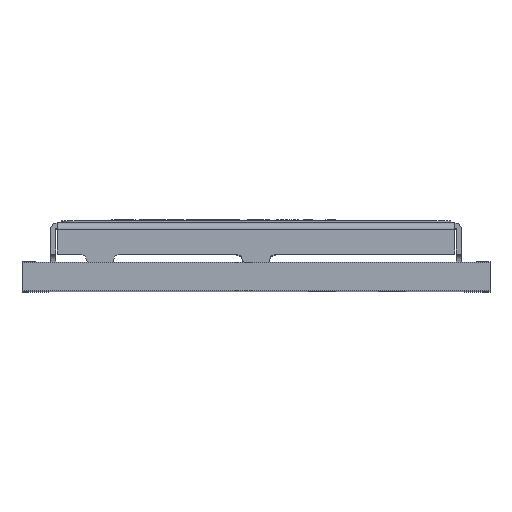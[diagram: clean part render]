
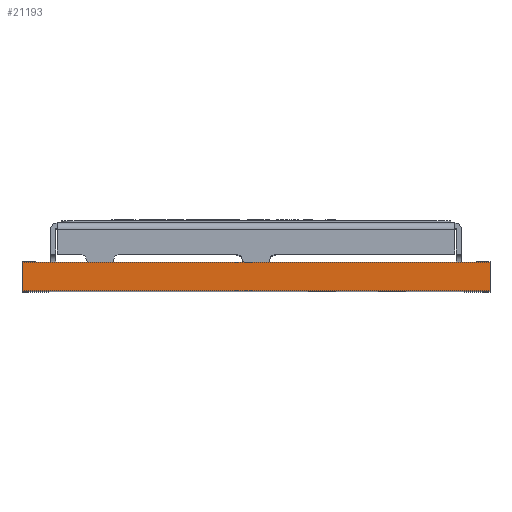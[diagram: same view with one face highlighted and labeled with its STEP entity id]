
A CAD part, top view. The second image highlights one B-rep face of the part: STEP entity #21193.
In plain terms, the highlighted planar face has unit normal (0, 0, 1).
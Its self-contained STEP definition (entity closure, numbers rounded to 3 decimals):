
#770 = LINE ( 'NONE', #21545, #21831 ) ;
#2662 = DIRECTION ( 'NONE',  ( -1., 0., 0. ) ) ;
#3258 = DIRECTION ( 'NONE',  ( 0., -1., 0. ) ) ;
#3279 = CARTESIAN_POINT ( 'NONE',  ( 0., 0., 10. ) ) ;
#5507 = VECTOR ( 'NONE', #2662, 1000. ) ;
#7504 = LINE ( 'NONE', #24297, #8711 ) ;
#8711 = VECTOR ( 'NONE', #20988, 1000. ) ;
#8738 = FACE_OUTER_BOUND ( 'NONE', #33193, .T. ) ;
#8851 = VERTEX_POINT ( 'NONE', #8898 ) ;
#8898 = CARTESIAN_POINT ( 'NONE',  ( 9., 0., 10. ) ) ;
#9696 = CARTESIAN_POINT ( 'NONE',  ( 9., 1.105, 10. ) ) ;
#9872 = EDGE_CURVE ( 'NONE', #38815, #14566, #7504, .T. ) ;
#12690 = PLANE ( 'NONE',  #33570 ) ;
#13705 = ORIENTED_EDGE ( 'NONE', *, *, #9872, .T. ) ;
#13879 = VERTEX_POINT ( 'NONE', #9696 ) ;
#14566 = VERTEX_POINT ( 'NONE', #19288 ) ;
#16237 = CARTESIAN_POINT ( 'NONE',  ( -9., 1.105, 10. ) ) ;
#19288 = CARTESIAN_POINT ( 'NONE',  ( -9., 0., 10. ) ) ;
#19354 = DIRECTION ( 'NONE',  ( 0., 0., -1. ) ) ;
#19524 = LINE ( 'NONE', #22580, #5507 ) ;
#19772 = DIRECTION ( 'NONE',  ( -1., 0., 0. ) ) ;
#20988 = DIRECTION ( 'NONE',  ( 0., -1., 0. ) ) ;
#21193 = ADVANCED_FACE ( 'NONE', ( #8738 ), #12690, .F. ) ;
#21545 = CARTESIAN_POINT ( 'NONE',  ( 9., 1.105, 10. ) ) ;
#21831 = VECTOR ( 'NONE', #3258, 1000. ) ;
#22580 = CARTESIAN_POINT ( 'NONE',  ( -9., 1.105, 10. ) ) ;
#22621 = ORIENTED_EDGE ( 'NONE', *, *, #31543, .F. ) ;
#24297 = CARTESIAN_POINT ( 'NONE',  ( -9., 1.105, 10. ) ) ;
#24379 = ORIENTED_EDGE ( 'NONE', *, *, #34500, .T. ) ;
#25733 = CARTESIAN_POINT ( 'NONE',  ( -9., 1.105, 10. ) ) ;
#26053 = VECTOR ( 'NONE', #36722, 1000. ) ;
#31543 = EDGE_CURVE ( 'NONE', #8851, #14566, #42976, .T. ) ;
#33193 = EDGE_LOOP ( 'NONE', ( #40824, #24379, #13705, #22621 ) ) ;
#33570 = AXIS2_PLACEMENT_3D ( 'NONE', #16237, #19354, #19772 ) ;
#34500 = EDGE_CURVE ( 'NONE', #13879, #38815, #19524, .T. ) ;
#36722 = DIRECTION ( 'NONE',  ( -1., 0., 0. ) ) ;
#38815 = VERTEX_POINT ( 'NONE', #25733 ) ;
#39564 = EDGE_CURVE ( 'NONE', #13879, #8851, #770, .T. ) ;
#40824 = ORIENTED_EDGE ( 'NONE', *, *, #39564, .F. ) ;
#42976 = LINE ( 'NONE', #3279, #26053 ) ;
